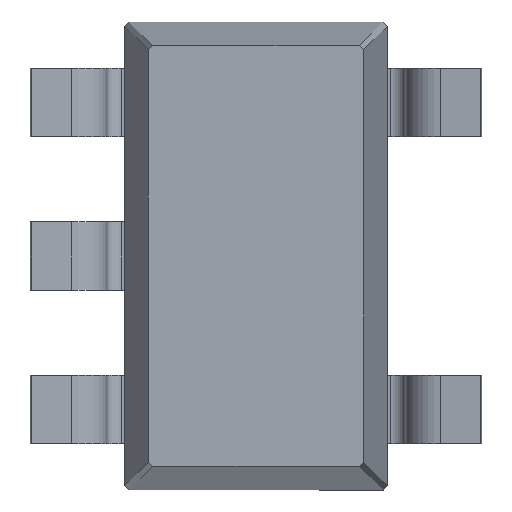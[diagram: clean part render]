
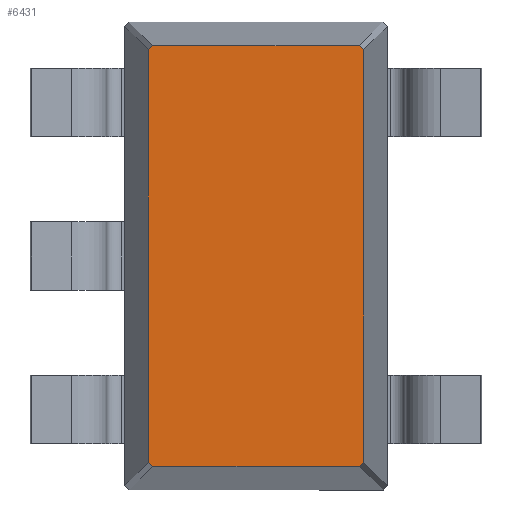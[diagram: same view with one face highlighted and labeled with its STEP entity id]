
A CAD part, front view. The second image highlights one B-rep face of the part: STEP entity #6431.
In plain terms, the highlighted planar face has unit normal (0, -1, 0).
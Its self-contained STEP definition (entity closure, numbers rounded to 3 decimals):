
#827 = ORIENTED_EDGE ( 'NONE', *, *, #2235, .T. ) ;
#1639 = VERTEX_POINT ( 'NONE', #7244 ) ;
#1746 = CARTESIAN_POINT ( 'NONE',  ( 0.64, 0.15, 1.304 ) ) ;
#1753 = EDGE_CURVE ( 'NONE', #4144, #5769, #8320, .T. ) ;
#1900 = EDGE_CURVE ( 'NONE', #3316, #10783, #9705, .T. ) ;
#2235 = EDGE_CURVE ( 'NONE', #3133, #5826, #5050, .T. ) ;
#2237 = ORIENTED_EDGE ( 'NONE', *, *, #4384, .T. ) ;
#2409 = DIRECTION ( 'NONE',  ( 0.696, 0., 0.718 ) ) ;
#2454 = CARTESIAN_POINT ( 'NONE',  ( 0.641, 0.15, -1.304 ) ) ;
#2501 = LINE ( 'NONE', #7152, #5101 ) ;
#2995 = LINE ( 'NONE', #6957, #10070 ) ;
#3086 = VECTOR ( 'NONE', #8827, 1000. ) ;
#3133 = VERTEX_POINT ( 'NONE', #1746 ) ;
#3139 = DIRECTION ( 'NONE',  ( 0., 0., -1. ) ) ;
#3194 = DIRECTION ( 'NONE',  ( 0., -1., 0. ) ) ;
#3256 = CARTESIAN_POINT ( 'NONE',  ( 0., 0.15, 0. ) ) ;
#3316 = VERTEX_POINT ( 'NONE', #5533 ) ;
#3319 = LINE ( 'NONE', #8166, #10701 ) ;
#3502 = DIRECTION ( 'NONE',  ( 1., 0., 0. ) ) ;
#3852 = EDGE_CURVE ( 'NONE', #1639, #3133, #5183, .T. ) ;
#4076 = FACE_OUTER_BOUND ( 'NONE', #10920, .T. ) ;
#4122 = EDGE_CURVE ( 'NONE', #8410, #4144, #6347, .T. ) ;
#4144 = VERTEX_POINT ( 'NONE', #2454 ) ;
#4325 = ORIENTED_EDGE ( 'NONE', *, *, #3852, .T. ) ;
#4384 = EDGE_CURVE ( 'NONE', #5769, #1639, #2995, .T. ) ;
#4974 = ORIENTED_EDGE ( 'NONE', *, *, #1753, .T. ) ;
#5001 = ORIENTED_EDGE ( 'NONE', *, *, #4122, .T. ) ;
#5050 = LINE ( 'NONE', #11702, #3086 ) ;
#5101 = VECTOR ( 'NONE', #6268, 1000. ) ;
#5131 = CARTESIAN_POINT ( 'NONE',  ( 0.962, 0.15, 0.992 ) ) ;
#5146 = EDGE_CURVE ( 'NONE', #10783, #8410, #2501, .T. ) ;
#5183 = LINE ( 'NONE', #5131, #7595 ) ;
#5533 = CARTESIAN_POINT ( 'NONE',  ( -0.666, 0.15, 1.277 ) ) ;
#5701 = CARTESIAN_POINT ( 'NONE',  ( -0.64, 0.15, -1.304 ) ) ;
#5769 = VERTEX_POINT ( 'NONE', #10104 ) ;
#5826 = VERTEX_POINT ( 'NONE', #8216 ) ;
#5951 = DIRECTION ( 'NONE',  ( -0.718, 0., 0.696 ) ) ;
#6268 = DIRECTION ( 'NONE',  ( 0.718, 0., -0.696 ) ) ;
#6347 = LINE ( 'NONE', #8229, #11004 ) ;
#6431 = ADVANCED_FACE ( 'NONE', ( #4076 ), #11732, .T. ) ;
#6725 = VECTOR ( 'NONE', #12239, 1000. ) ;
#6957 = CARTESIAN_POINT ( 'NONE',  ( 0.666, 0.15, -1.45 ) ) ;
#7008 = ORIENTED_EDGE ( 'NONE', *, *, #5146, .T. ) ;
#7152 = CARTESIAN_POINT ( 'NONE',  ( -0.962, 0.15, -0.992 ) ) ;
#7156 = DIRECTION ( 'NONE',  ( -0.696, 0., -0.718 ) ) ;
#7244 = CARTESIAN_POINT ( 'NONE',  ( 0.666, 0.15, 1.278 ) ) ;
#7431 = CARTESIAN_POINT ( 'NONE',  ( 0.982, 0.15, -0.952 ) ) ;
#7595 = VECTOR ( 'NONE', #5951, 1000. ) ;
#8166 = CARTESIAN_POINT ( 'NONE',  ( -0.982, 0.15, 0.952 ) ) ;
#8216 = CARTESIAN_POINT ( 'NONE',  ( -0.641, 0.15, 1.304 ) ) ;
#8229 = CARTESIAN_POINT ( 'NONE',  ( -0.813, 0.15, -1.304 ) ) ;
#8320 = LINE ( 'NONE', #7431, #10224 ) ;
#8410 = VERTEX_POINT ( 'NONE', #5701 ) ;
#8433 = CARTESIAN_POINT ( 'NONE',  ( -0.666, 0.15, 1.45 ) ) ;
#8827 = DIRECTION ( 'NONE',  ( -1., 0., 0. ) ) ;
#9705 = LINE ( 'NONE', #8433, #6725 ) ;
#9821 = EDGE_CURVE ( 'NONE', #5826, #3316, #3319, .T. ) ;
#9852 = DIRECTION ( 'NONE',  ( 0., 0., 1. ) ) ;
#10070 = VECTOR ( 'NONE', #9852, 1000. ) ;
#10104 = CARTESIAN_POINT ( 'NONE',  ( 0.666, 0.15, -1.277 ) ) ;
#10224 = VECTOR ( 'NONE', #2409, 1000. ) ;
#10449 = AXIS2_PLACEMENT_3D ( 'NONE', #3256, #3194, #3139 ) ;
#10496 = ORIENTED_EDGE ( 'NONE', *, *, #1900, .T. ) ;
#10701 = VECTOR ( 'NONE', #7156, 1000. ) ;
#10783 = VERTEX_POINT ( 'NONE', #10786 ) ;
#10786 = CARTESIAN_POINT ( 'NONE',  ( -0.666, 0.15, -1.278 ) ) ;
#10920 = EDGE_LOOP ( 'NONE', ( #5001, #4974, #2237, #4325, #827, #10980, #10496, #7008 ) ) ;
#10980 = ORIENTED_EDGE ( 'NONE', *, *, #9821, .T. ) ;
#11004 = VECTOR ( 'NONE', #3502, 1000. ) ;
#11702 = CARTESIAN_POINT ( 'NONE',  ( 0.813, 0.15, 1.304 ) ) ;
#11732 = PLANE ( 'NONE',  #10449 ) ;
#12239 = DIRECTION ( 'NONE',  ( 0., 0., -1. ) ) ;
